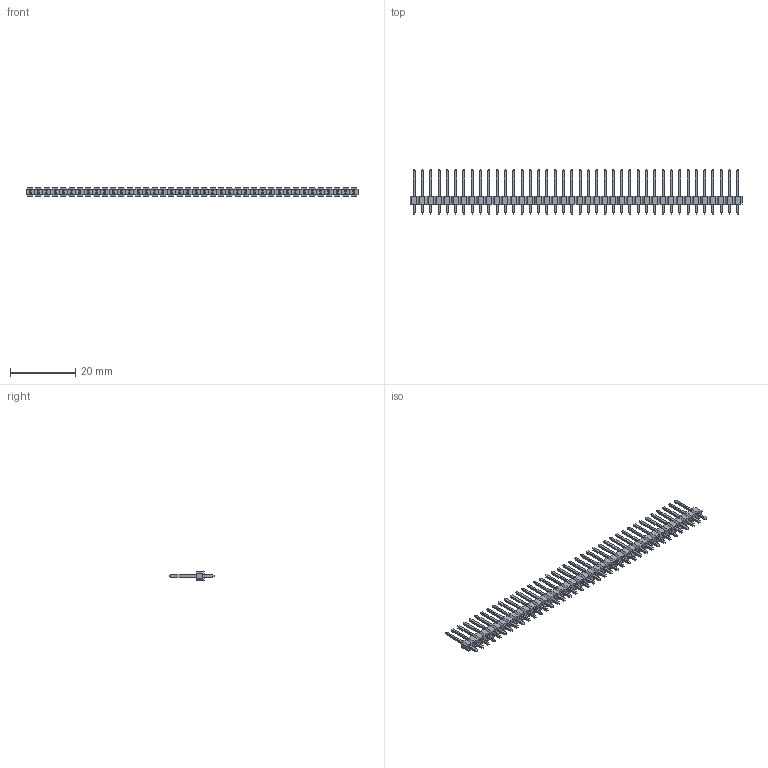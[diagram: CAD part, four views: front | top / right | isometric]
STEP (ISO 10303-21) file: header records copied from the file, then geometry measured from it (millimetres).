
FILE_DESCRIPTION (( 'STEP AP214' ), '1' );
FILE_NAME ('PREC040SFAN-RC.STEP', '2018-01-24T20:30:32', ( '' ), ( '' ), 'SwSTEP 2.0', 'SolidWorks 2014', '' );
FILE_SCHEMA (( 'AUTOMOTIVE_DESIGN' ));
Length unit declared in the file: millimetre
Products named in the file (2): 1 row end bumps format; PREC040SFAN-RC
Assembly tree (40 placements, depth 2):
  PREC040SFAN-RC
    1 row end bumps format  x40
Bounding box: 101.6 x 13.67 x 2.54 mm (x, y, z)
Volume: 709.8 mm3; surface area: 2634.6 mm2
Topology: 120 solids, 120 shells, 1360 faces, 2880 edges, 1760 vertices
Faces by surface type: plane 1360
Entity records: 1276 total; most frequent: DIRECTION 226, CARTESIAN_POINT 193, ORIENTED_EDGE 144, AXIS2_PLACEMENT_3D 77, EDGE_CURVE 72, VECTOR 72, LINE 72, VERTEX_POINT 44
